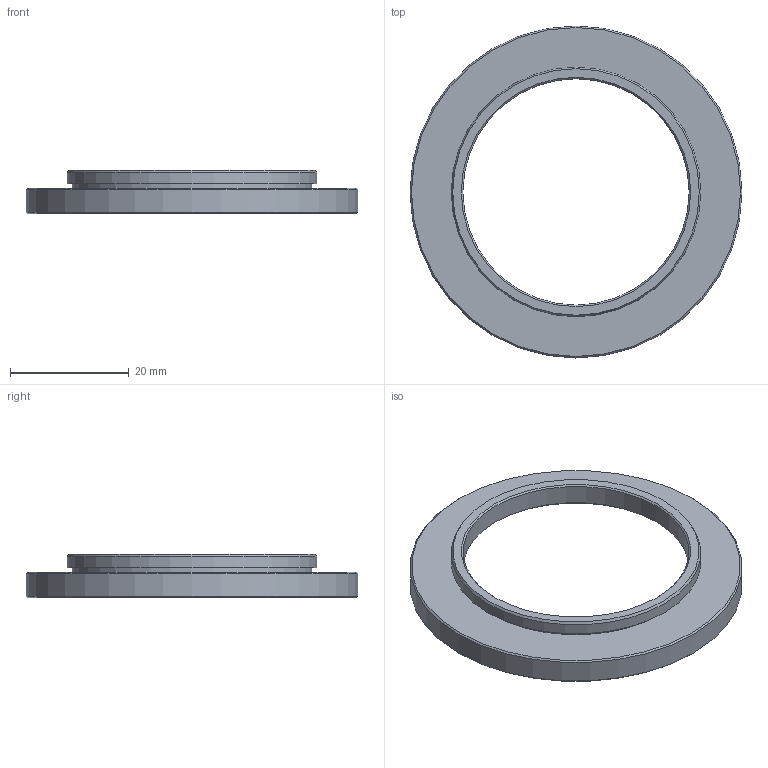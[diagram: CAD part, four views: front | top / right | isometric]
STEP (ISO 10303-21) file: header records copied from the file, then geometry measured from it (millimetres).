
FILE_DESCRIPTION (( 'STEP AP214' ), '1' );
FILE_NAME ('SK-10484- FOCUS-SM2.STEP', '2024-06-10T14:16:09', ( '' ), ( '' ), 'SwSTEP 2.0', 'SolidWorks 2020', '' );
FILE_SCHEMA (( 'AUTOMOTIVE_DESIGN' ));
Length unit declared in the file: millimetre
Products named in the file (1): SK-10484- FOCUS-SM2
Bounding box: 55.88 x 55.88 x 7.37 mm (x, y, z)
Volume: 2983.9 mm3; surface area: 5157.8 mm2
Topology: 1 solids, 1 shells, 18 faces, 33 edges, 21 vertices
Faces by surface type: plane 6, cylinder 6, cone 6
Full cylindrical faces by diameter (mm): 38.1 x1, 40.38 x1, 42 x1, 51.003 x1, 52.7 x1, 55.88 x1
Entity records: 402 total; most frequent: DIRECTION 74, CARTESIAN_POINT 55, AXIS2_PLACEMENT_3D 37, ORIENTED_EDGE 36, EDGE_LOOP 36, FACE_OUTER_BOUND 24, ADVANCED_FACE 18, CIRCLE 18
